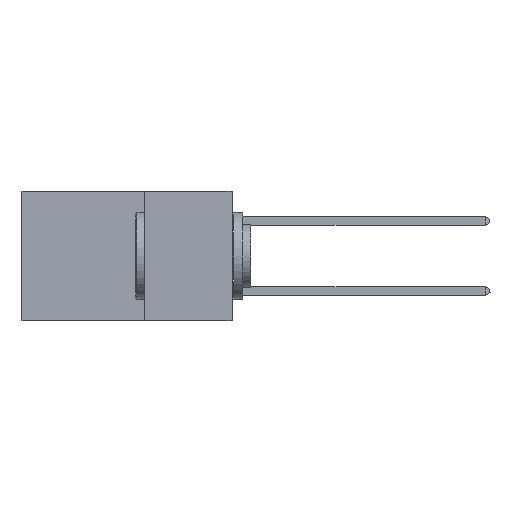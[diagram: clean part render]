
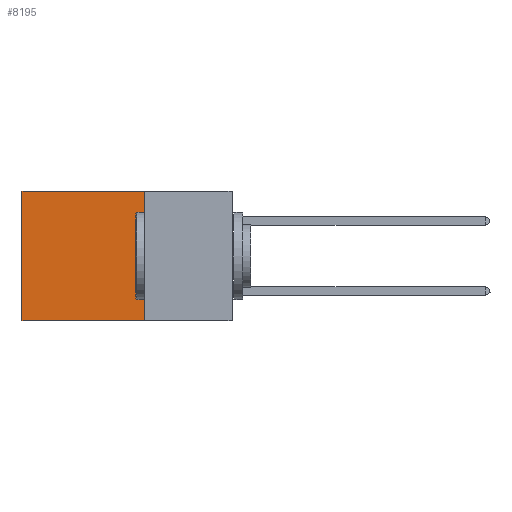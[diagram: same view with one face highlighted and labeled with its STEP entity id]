
A CAD part, left-side view. The second image highlights one B-rep face of the part: STEP entity #8195.
In plain terms, the highlighted planar face has unit normal (-1, 0, 0).
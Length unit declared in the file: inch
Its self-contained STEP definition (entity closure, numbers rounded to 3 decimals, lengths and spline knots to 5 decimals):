
#173 = EDGE_CURVE ( 'NONE', #1756, #25490, #25329, .T. ) ;
#1756 = VERTEX_POINT ( 'NONE', #27680 ) ;
#2547 = DIRECTION ( 'NONE',  ( 0., 0., -1. ) ) ;
#2863 = VECTOR ( 'NONE', #18826, 39.37008 ) ;
#3158 = ORIENTED_EDGE ( 'NONE', *, *, #173, .F. ) ;
#3960 = CARTESIAN_POINT ( 'NONE',  ( 0.2875, 0.6, 0. ) ) ;
#4610 = CARTESIAN_POINT ( 'NONE',  ( 0.2875, 0.25, 0. ) ) ;
#5058 = EDGE_CURVE ( 'NONE', #5175, #25490, #8578, .T. ) ;
#5175 = VERTEX_POINT ( 'NONE', #13022 ) ;
#5280 = ORIENTED_EDGE ( 'NONE', *, *, #12567, .T. ) ;
#5435 = FACE_OUTER_BOUND ( 'NONE', #21879, .T. ) ;
#5951 = CARTESIAN_POINT ( 'NONE',  ( 0.2875, 0.25, 0. ) ) ;
#6055 = DIRECTION ( 'NONE',  ( 0., 1., 0. ) ) ;
#8195 = ADVANCED_FACE ( 'NONE', ( #5435 ), #14434, .F. ) ;
#8578 = LINE ( 'NONE', #3960, #2863 ) ;
#10046 = CARTESIAN_POINT ( 'NONE',  ( 0.2875, 0.6, -0.37 ) ) ;
#11527 = VECTOR ( 'NONE', #2547, 39.37008 ) ;
#11922 = ORIENTED_EDGE ( 'NONE', *, *, #5058, .T. ) ;
#12567 = EDGE_CURVE ( 'NONE', #18187, #5175, #13461, .T. ) ;
#13022 = CARTESIAN_POINT ( 'NONE',  ( 0.2875, 0.6, 0. ) ) ;
#13461 = LINE ( 'NONE', #25137, #23850 ) ;
#14434 = PLANE ( 'NONE',  #15088 ) ;
#15088 = AXIS2_PLACEMENT_3D ( 'NONE', #5951, #27207, #20977 ) ;
#17040 = DIRECTION ( 'NONE',  ( 0., 1., 0. ) ) ;
#18187 = VERTEX_POINT ( 'NONE', #20394 ) ;
#18826 = DIRECTION ( 'NONE',  ( 0., 0., -1. ) ) ;
#19594 = VECTOR ( 'NONE', #17040, 39.37008 ) ;
#20394 = CARTESIAN_POINT ( 'NONE',  ( 0.2875, 0.25, 0. ) ) ;
#20977 = DIRECTION ( 'NONE',  ( 0., 0., -1. ) ) ;
#21879 = EDGE_LOOP ( 'NONE', ( #11922, #3158, #23662, #5280 ) ) ;
#23662 = ORIENTED_EDGE ( 'NONE', *, *, #23956, .F. ) ;
#23850 = VECTOR ( 'NONE', #6055, 39.37008 ) ;
#23956 = EDGE_CURVE ( 'NONE', #18187, #1756, #26291, .T. ) ;
#25137 = CARTESIAN_POINT ( 'NONE',  ( 0.2875, 0.25, 0. ) ) ;
#25329 = LINE ( 'NONE', #27312, #19594 ) ;
#25490 = VERTEX_POINT ( 'NONE', #10046 ) ;
#26291 = LINE ( 'NONE', #4610, #11527 ) ;
#27207 = DIRECTION ( 'NONE',  ( 1., 0., 0. ) ) ;
#27312 = CARTESIAN_POINT ( 'NONE',  ( 0.2875, 0.25, -0.37 ) ) ;
#27680 = CARTESIAN_POINT ( 'NONE',  ( 0.2875, 0.25, -0.37 ) ) ;
